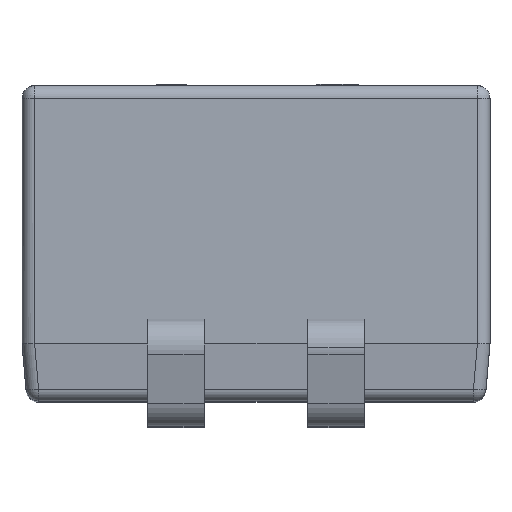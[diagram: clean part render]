
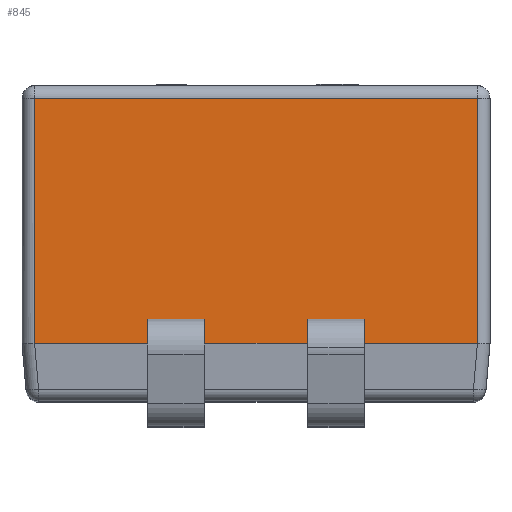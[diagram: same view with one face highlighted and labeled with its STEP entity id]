
A CAD part, top view. The second image highlights one B-rep face of the part: STEP entity #845.
In plain terms, the highlighted planar face has unit normal (0, 0, 1).
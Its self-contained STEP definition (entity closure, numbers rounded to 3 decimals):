
#470 = LINE ( 'NONE', #6108, #8901 ) ;
#480 = CARTESIAN_POINT ( 'NONE',  ( -0.41, 0.7, 2.9 ) ) ;
#527 = DIRECTION ( 'NONE',  ( 0., 1., 0. ) ) ;
#529 = EDGE_CURVE ( 'NONE', #7903, #5092, #2104, .T. ) ;
#554 = EDGE_CURVE ( 'NONE', #2194, #1898, #8939, .T. ) ;
#738 = VERTEX_POINT ( 'NONE', #8193 ) ;
#845 = ADVANCED_FACE ( 'NONE', ( #8883, #6565, #3115 ), #2193, .T. ) ;
#939 = VECTOR ( 'NONE', #2609, 1000. ) ;
#999 = DIRECTION ( 'NONE',  ( -1., 0., 0. ) ) ;
#1173 = LINE ( 'NONE', #1845, #8319 ) ;
#1273 = VERTEX_POINT ( 'NONE', #1443 ) ;
#1280 = DIRECTION ( 'NONE',  ( 1., 0., 0. ) ) ;
#1352 = EDGE_LOOP ( 'NONE', ( #2410, #2937, #7926, #5732 ) ) ;
#1443 = CARTESIAN_POINT ( 'NONE',  ( -0.41, 0.85, 2.9 ) ) ;
#1793 = CARTESIAN_POINT ( 'NONE',  ( 0.86, 0.85, 2.9 ) ) ;
#1845 = CARTESIAN_POINT ( 'NONE',  ( -0.86, 0.7, 2.9 ) ) ;
#1878 = DIRECTION ( 'NONE',  ( 1., 0., 0. ) ) ;
#1885 = CARTESIAN_POINT ( 'NONE',  ( 0.86, 0.7, 2.9 ) ) ;
#1898 = VERTEX_POINT ( 'NONE', #2662 ) ;
#1949 = LINE ( 'NONE', #7474, #3564 ) ;
#2071 = DIRECTION ( 'NONE',  ( 0., 1., 0. ) ) ;
#2104 = LINE ( 'NONE', #5119, #5764 ) ;
#2193 = PLANE ( 'NONE',  #2497 ) ;
#2194 = VERTEX_POINT ( 'NONE', #5571 ) ;
#2244 = CARTESIAN_POINT ( 'NONE',  ( 1.855, 0.657, 2.9 ) ) ;
#2372 = ORIENTED_EDGE ( 'NONE', *, *, #3647, .T. ) ;
#2410 = ORIENTED_EDGE ( 'NONE', *, *, #6192, .F. ) ;
#2497 = AXIS2_PLACEMENT_3D ( 'NONE', #2881, #7727, #3574 ) ;
#2609 = DIRECTION ( 'NONE',  ( 0., 1., 0. ) ) ;
#2632 = ORIENTED_EDGE ( 'NONE', *, *, #6362, .F. ) ;
#2635 = CARTESIAN_POINT ( 'NONE',  ( 0.41, 0.85, 2.9 ) ) ;
#2662 = CARTESIAN_POINT ( 'NONE',  ( 0.41, 0.7, 2.9 ) ) ;
#2881 = CARTESIAN_POINT ( 'NONE',  ( 0., 0.2, 2.9 ) ) ;
#2937 = ORIENTED_EDGE ( 'NONE', *, *, #3718, .F. ) ;
#3006 = VECTOR ( 'NONE', #3911, 1000. ) ;
#3115 = FACE_BOUND ( 'NONE', #4743, .T. ) ;
#3227 = ORIENTED_EDGE ( 'NONE', *, *, #529, .T. ) ;
#3229 = CARTESIAN_POINT ( 'NONE',  ( -0.86, 0.85, 2.9 ) ) ;
#3438 = VECTOR ( 'NONE', #7545, 1000. ) ;
#3564 = VECTOR ( 'NONE', #527, 1000. ) ;
#3565 = EDGE_CURVE ( 'NONE', #1898, #5264, #7455, .T. ) ;
#3574 = DIRECTION ( 'NONE',  ( 1., 0., 0. ) ) ;
#3601 = VECTOR ( 'NONE', #6702, 1000. ) ;
#3647 = EDGE_CURVE ( 'NONE', #738, #7903, #1949, .T. ) ;
#3664 = EDGE_CURVE ( 'NONE', #5892, #1273, #470, .T. ) ;
#3677 = VERTEX_POINT ( 'NONE', #8985 ) ;
#3718 = EDGE_CURVE ( 'NONE', #2194, #8992, #7021, .T. ) ;
#3793 = CARTESIAN_POINT ( 'NONE',  ( -0.86, 0.7, 2.9 ) ) ;
#3911 = DIRECTION ( 'NONE',  ( 0., -1., 0. ) ) ;
#4188 = ORIENTED_EDGE ( 'NONE', *, *, #3664, .T. ) ;
#4218 = VECTOR ( 'NONE', #7069, 1000. ) ;
#4428 = LINE ( 'NONE', #2244, #4218 ) ;
#4524 = VERTEX_POINT ( 'NONE', #480 ) ;
#4574 = CARTESIAN_POINT ( 'NONE',  ( 0.41, 0.85, 2.9 ) ) ;
#4606 = VECTOR ( 'NONE', #6266, 1000. ) ;
#4616 = LINE ( 'NONE', #7392, #939 ) ;
#4743 = EDGE_LOOP ( 'NONE', ( #6602, #8245, #4188, #2632 ) ) ;
#5092 = VERTEX_POINT ( 'NONE', #5815 ) ;
#5119 = CARTESIAN_POINT ( 'NONE',  ( 0., 2.6, 2.9 ) ) ;
#5162 = VECTOR ( 'NONE', #2071, 1000. ) ;
#5194 = EDGE_LOOP ( 'NONE', ( #8107, #2372, #3227, #8030 ) ) ;
#5264 = VERTEX_POINT ( 'NONE', #4574 ) ;
#5314 = EDGE_CURVE ( 'NONE', #5092, #3677, #6673, .T. ) ;
#5331 = EDGE_CURVE ( 'NONE', #5813, #4524, #1173, .T. ) ;
#5369 = DIRECTION ( 'NONE',  ( 0., 1., 0. ) ) ;
#5396 = EDGE_CURVE ( 'NONE', #5813, #5892, #4616, .T. ) ;
#5482 = CARTESIAN_POINT ( 'NONE',  ( 0.86, 0.85, 2.9 ) ) ;
#5571 = CARTESIAN_POINT ( 'NONE',  ( 0.86, 0.7, 2.9 ) ) ;
#5601 = VECTOR ( 'NONE', #5369, 1000. ) ;
#5732 = ORIENTED_EDGE ( 'NONE', *, *, #3565, .T. ) ;
#5764 = VECTOR ( 'NONE', #999, 1000. ) ;
#5813 = VERTEX_POINT ( 'NONE', #3793 ) ;
#5815 = CARTESIAN_POINT ( 'NONE',  ( -1.755, 2.6, 2.9 ) ) ;
#5892 = VERTEX_POINT ( 'NONE', #3229 ) ;
#6108 = CARTESIAN_POINT ( 'NONE',  ( -0.86, 0.85, 2.9 ) ) ;
#6192 = EDGE_CURVE ( 'NONE', #8992, #5264, #7319, .T. ) ;
#6266 = DIRECTION ( 'NONE',  ( 0., 1., 0. ) ) ;
#6362 = EDGE_CURVE ( 'NONE', #4524, #1273, #6449, .T. ) ;
#6449 = LINE ( 'NONE', #6938, #4606 ) ;
#6565 = FACE_BOUND ( 'NONE', #1352, .T. ) ;
#6602 = ORIENTED_EDGE ( 'NONE', *, *, #5331, .F. ) ;
#6673 = LINE ( 'NONE', #8078, #3006 ) ;
#6702 = DIRECTION ( 'NONE',  ( -1., 0., 0. ) ) ;
#6846 = CARTESIAN_POINT ( 'NONE',  ( 0.86, 0.85, 2.9 ) ) ;
#6938 = CARTESIAN_POINT ( 'NONE',  ( -0.41, 0.85, 2.9 ) ) ;
#7021 = LINE ( 'NONE', #5482, #5162 ) ;
#7069 = DIRECTION ( 'NONE',  ( 1., 0., 0. ) ) ;
#7319 = LINE ( 'NONE', #6846, #3438 ) ;
#7392 = CARTESIAN_POINT ( 'NONE',  ( -0.86, 0.85, 2.9 ) ) ;
#7455 = LINE ( 'NONE', #2635, #5601 ) ;
#7474 = CARTESIAN_POINT ( 'NONE',  ( 1.755, 2.7, 2.9 ) ) ;
#7545 = DIRECTION ( 'NONE',  ( -1., 0., 0. ) ) ;
#7671 = CARTESIAN_POINT ( 'NONE',  ( 1.755, 2.6, 2.9 ) ) ;
#7727 = DIRECTION ( 'NONE',  ( 0., 0., 1. ) ) ;
#7903 = VERTEX_POINT ( 'NONE', #7671 ) ;
#7926 = ORIENTED_EDGE ( 'NONE', *, *, #554, .T. ) ;
#8030 = ORIENTED_EDGE ( 'NONE', *, *, #5314, .T. ) ;
#8078 = CARTESIAN_POINT ( 'NONE',  ( -1.755, 0.2, 2.9 ) ) ;
#8107 = ORIENTED_EDGE ( 'NONE', *, *, #8788, .T. ) ;
#8193 = CARTESIAN_POINT ( 'NONE',  ( 1.755, 0.657, 2.9 ) ) ;
#8245 = ORIENTED_EDGE ( 'NONE', *, *, #5396, .T. ) ;
#8319 = VECTOR ( 'NONE', #1878, 1000. ) ;
#8788 = EDGE_CURVE ( 'NONE', #3677, #738, #4428, .T. ) ;
#8883 = FACE_OUTER_BOUND ( 'NONE', #5194, .T. ) ;
#8901 = VECTOR ( 'NONE', #1280, 1000. ) ;
#8939 = LINE ( 'NONE', #1885, #3601 ) ;
#8985 = CARTESIAN_POINT ( 'NONE',  ( -1.755, 0.657, 2.9 ) ) ;
#8992 = VERTEX_POINT ( 'NONE', #1793 ) ;
